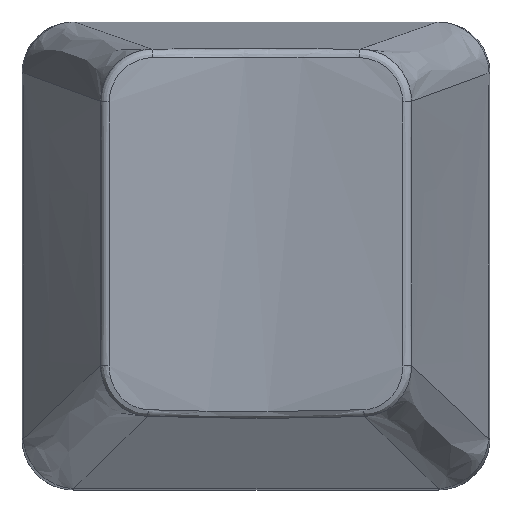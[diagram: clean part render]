
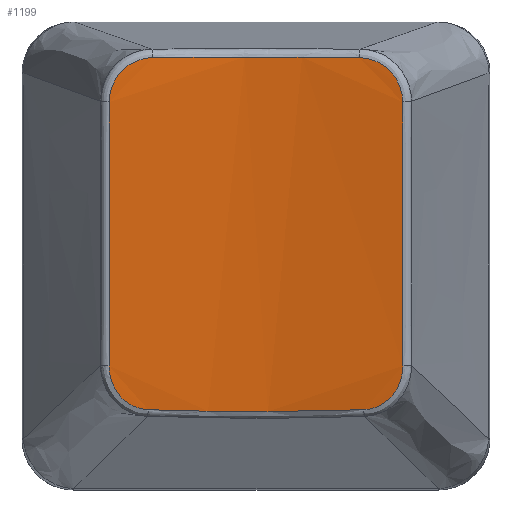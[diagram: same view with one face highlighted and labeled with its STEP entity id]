
A CAD part, top view. The second image highlights one B-rep face of the part: STEP entity #1199.
In plain terms, the highlighted free-form (B-spline) face has degree [1, 2] with [2, 3] control points.
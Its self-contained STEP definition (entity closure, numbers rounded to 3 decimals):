
#14=(
BOUNDED_SURFACE()
B_SPLINE_SURFACE(1,2,((#2794,#2795,#2796),(#2797,#2798,#2799)),
 .UNSPECIFIED.,.F.,.F.,.F.)
B_SPLINE_SURFACE_WITH_KNOTS((2,2),(3,3),(-0.444,-0.027),
(-1.744,-1.398),.UNSPECIFIED.)
GEOMETRIC_REPRESENTATION_ITEM()
RATIONAL_B_SPLINE_SURFACE(((1.,0.985,1.),(1.,0.985,
1.)))
REPRESENTATION_ITEM('')
SURFACE()
);
#125=B_SPLINE_CURVE_WITH_KNOTS('',3,(#2515,#2516,#2517,#2518),
 .UNSPECIFIED.,.F.,.F.,(4,4),(0.,0.846),.UNSPECIFIED.);
#126=B_SPLINE_CURVE_WITH_KNOTS('',3,(#2546,#2547,#2548,#2549,#2550),
 .UNSPECIFIED.,.F.,.F.,(4,1,4),(0.,0.11,0.257),
 .UNSPECIFIED.);
#127=B_SPLINE_CURVE_WITH_KNOTS('',3,(#2573,#2574,#2575,#2576),
 .UNSPECIFIED.,.F.,.F.,(4,4),(0.,1.03),.UNSPECIFIED.);
#129=B_SPLINE_CURVE_WITH_KNOTS('',3,(#2610,#2611,#2612,#2613,#2614),
 .UNSPECIFIED.,.F.,.F.,(4,1,4),(0.,0.153,
0.268),.UNSPECIFIED.);
#131=B_SPLINE_CURVE_WITH_KNOTS('',3,(#2642,#2643,#2644,#2645),
 .UNSPECIFIED.,.F.,.F.,(4,4),(0.,0.812),.UNSPECIFIED.);
#133=B_SPLINE_CURVE_WITH_KNOTS('',3,(#2679,#2680,#2681,#2682,#2683),
 .UNSPECIFIED.,.F.,.F.,(4,1,4),(0.,0.115,
0.268),.UNSPECIFIED.);
#135=B_SPLINE_CURVE_WITH_KNOTS('',3,(#2710,#2711,#2712,#2713),
 .UNSPECIFIED.,.F.,.F.,(4,4),(0.,1.03),.UNSPECIFIED.);
#136=B_SPLINE_CURVE_WITH_KNOTS('',3,(#2744,#2745,#2746,#2747,#2748,#2749),
 .UNSPECIFIED.,.F.,.F.,(4,1,1,4),(0.,0.11,0.184,
0.257),.UNSPECIFIED.);
#322=FACE_OUTER_BOUND('',#398,.T.);
#398=EDGE_LOOP('',(#980,#981,#982,#983,#984,#985,#986,#987));
#534=VERTEX_POINT('',#2511);
#535=VERTEX_POINT('',#2513);
#536=VERTEX_POINT('',#2544);
#537=VERTEX_POINT('',#2571);
#538=VERTEX_POINT('',#2602);
#540=VERTEX_POINT('',#2635);
#542=VERTEX_POINT('',#2671);
#544=VERTEX_POINT('',#2704);
#688=EDGE_CURVE('',#535,#534,#125,.T.);
#690=EDGE_CURVE('',#534,#536,#126,.T.);
#692=EDGE_CURVE('',#536,#537,#127,.T.);
#695=EDGE_CURVE('',#537,#538,#129,.T.);
#698=EDGE_CURVE('',#538,#540,#131,.T.);
#701=EDGE_CURVE('',#540,#542,#133,.T.);
#704=EDGE_CURVE('',#542,#544,#135,.T.);
#705=EDGE_CURVE('',#544,#535,#136,.T.);
#980=ORIENTED_EDGE('',*,*,#688,.F.);
#981=ORIENTED_EDGE('',*,*,#705,.F.);
#982=ORIENTED_EDGE('',*,*,#704,.F.);
#983=ORIENTED_EDGE('',*,*,#701,.F.);
#984=ORIENTED_EDGE('',*,*,#698,.F.);
#985=ORIENTED_EDGE('',*,*,#695,.F.);
#986=ORIENTED_EDGE('',*,*,#692,.F.);
#987=ORIENTED_EDGE('',*,*,#690,.F.);
#1199=ADVANCED_FACE('',(#322),#14,.T.);
#2511=CARTESIAN_POINT('',(-4.179,-5.987,11.148));
#2513=CARTESIAN_POINT('',(4.179,-5.987,11.148));
#2515=CARTESIAN_POINT('Ctrl Pts',(4.179,-5.987,11.148));
#2516=CARTESIAN_POINT('Ctrl Pts',(1.41,-6.082,10.784));
#2517=CARTESIAN_POINT('Ctrl Pts',(-1.41,-6.082,10.784));
#2518=CARTESIAN_POINT('Ctrl Pts',(-4.179,-5.987,11.148));
#2544=CARTESIAN_POINT('',(-5.701,-4.285,11.558));
#2546=CARTESIAN_POINT('Ctrl Pts',(-4.179,-5.987,11.148));
#2547=CARTESIAN_POINT('Ctrl Pts',(-4.54,-5.974,11.195));
#2548=CARTESIAN_POINT('Ctrl Pts',(-5.362,-5.627,11.354));
#2549=CARTESIAN_POINT('Ctrl Pts',(-5.701,-4.773,11.506));
#2550=CARTESIAN_POINT('Ctrl Pts',(-5.701,-4.285,11.558));
#2571=CARTESIAN_POINT('',(-5.693,5.957,12.633));
#2573=CARTESIAN_POINT('Ctrl Pts',(-5.701,-4.285,11.558));
#2574=CARTESIAN_POINT('Ctrl Pts',(-5.698,-0.871,
11.916));
#2575=CARTESIAN_POINT('Ctrl Pts',(-5.696,2.543,12.274));
#2576=CARTESIAN_POINT('Ctrl Pts',(-5.693,5.957,12.633));
#2602=CARTESIAN_POINT('',(-4.012,7.675,12.563));
#2610=CARTESIAN_POINT('Ctrl Pts',(-5.693,5.957,12.633));
#2611=CARTESIAN_POINT('Ctrl Pts',(-5.693,6.465,12.686));
#2612=CARTESIAN_POINT('Ctrl Pts',(-5.27,7.352,12.702));
#2613=CARTESIAN_POINT('Ctrl Pts',(-4.39,7.671,12.609));
#2614=CARTESIAN_POINT('Ctrl Pts',(-4.012,7.675,12.563));
#2635=CARTESIAN_POINT('',(4.012,7.675,12.563));
#2642=CARTESIAN_POINT('Ctrl Pts',(-4.012,7.675,12.563));
#2643=CARTESIAN_POINT('Ctrl Pts',(-1.351,7.703,12.24));
#2644=CARTESIAN_POINT('Ctrl Pts',(1.351,7.703,12.24));
#2645=CARTESIAN_POINT('Ctrl Pts',(4.012,7.675,12.563));
#2671=CARTESIAN_POINT('',(5.693,5.957,12.633));
#2679=CARTESIAN_POINT('Ctrl Pts',(4.012,7.675,12.563));
#2680=CARTESIAN_POINT('Ctrl Pts',(4.39,7.671,12.609));
#2681=CARTESIAN_POINT('Ctrl Pts',(5.27,7.352,12.702));
#2682=CARTESIAN_POINT('Ctrl Pts',(5.693,6.465,12.686));
#2683=CARTESIAN_POINT('Ctrl Pts',(5.693,5.957,12.633));
#2704=CARTESIAN_POINT('',(5.701,-4.285,11.558));
#2710=CARTESIAN_POINT('Ctrl Pts',(5.693,5.957,12.633));
#2711=CARTESIAN_POINT('Ctrl Pts',(5.696,2.543,12.274));
#2712=CARTESIAN_POINT('Ctrl Pts',(5.698,-0.871,11.916));
#2713=CARTESIAN_POINT('Ctrl Pts',(5.701,-4.285,11.558));
#2744=CARTESIAN_POINT('Ctrl Pts',(5.701,-4.285,11.558));
#2745=CARTESIAN_POINT('Ctrl Pts',(5.701,-4.651,11.519));
#2746=CARTESIAN_POINT('Ctrl Pts',(5.525,-5.259,11.423));
#2747=CARTESIAN_POINT('Ctrl Pts',(4.895,-5.846,11.26));
#2748=CARTESIAN_POINT('Ctrl Pts',(4.42,-5.978,11.18));
#2749=CARTESIAN_POINT('Ctrl Pts',(4.179,-5.987,11.148));
#2794=CARTESIAN_POINT('Ctrl Pts',(5.701,-6.117,11.365));
#2795=CARTESIAN_POINT('Ctrl Pts',(0.,-6.013,
10.375));
#2796=CARTESIAN_POINT('Ctrl Pts',(-5.701,-6.117,11.365));
#2797=CARTESIAN_POINT('Ctrl Pts',(5.701,7.649,12.812));
#2798=CARTESIAN_POINT('Ctrl Pts',(0.,7.753,
11.822));
#2799=CARTESIAN_POINT('Ctrl Pts',(-5.701,7.649,12.812));
